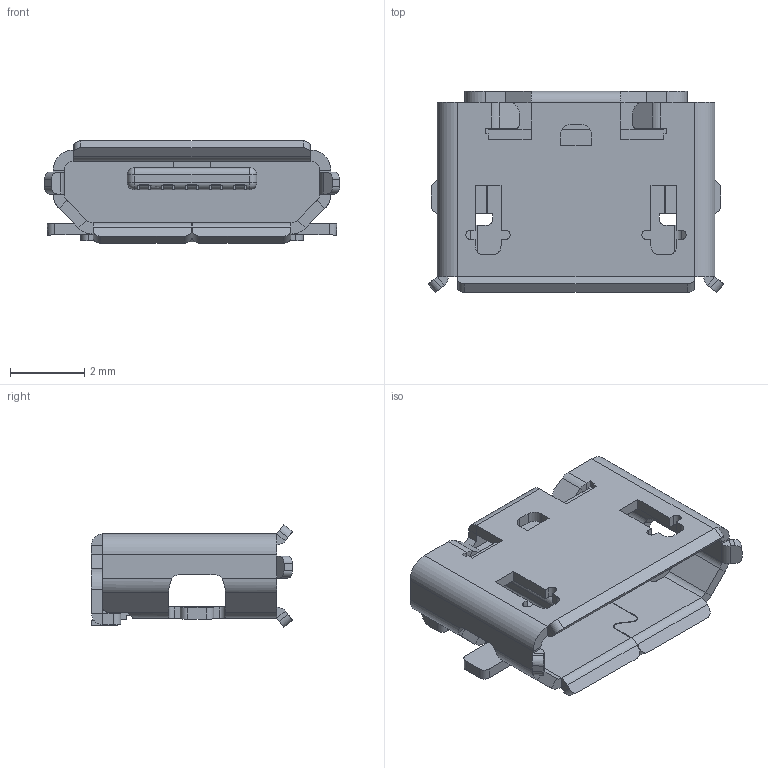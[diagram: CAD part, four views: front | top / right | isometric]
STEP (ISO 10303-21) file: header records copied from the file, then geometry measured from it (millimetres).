
FILE_DESCRIPTION(('FreeCAD Model'),'2;1');
FILE_NAME('molex_0473460001_sp.step', '2017-07-29T16:57:41',('kicad StepUp'),('ksu MCAD'), 'Open CASCADE STEP processor 6.8','FreeCAD','Unknown');
FILE_SCHEMA(('AUTOMOTIVE_DESIGN_CC2 { 1 2 10303 214 -1 1 5 4 }'));
Length unit declared in the file: millimetre
Products named in the file (2): ASSEMBLY; molex_0473460001_sp
Assembly tree (1 placements, depth 2):
  ASSEMBLY
    molex_0473460001_sp
Bounding box: 7.98 x 5.43 x 2.76 mm (x, y, z)
Volume: 42.8 mm3; surface area: 253.8 mm2
Topology: 1 solids, 4 shells, 596 faces, 1576 edges, 972 vertices
Faces by surface type: plane 448, cylinder 130, bspline 14, sphere 4
Entity records: 22534 total; most frequent: CARTESIAN_POINT 3598, ORIENTED_EDGE 3144, DIRECTION 2980, EDGE_CURVE 1572, LINE 1236, VECTOR 1236, VERTEX_POINT 972, AXIS2_PLACEMENT_3D 872
